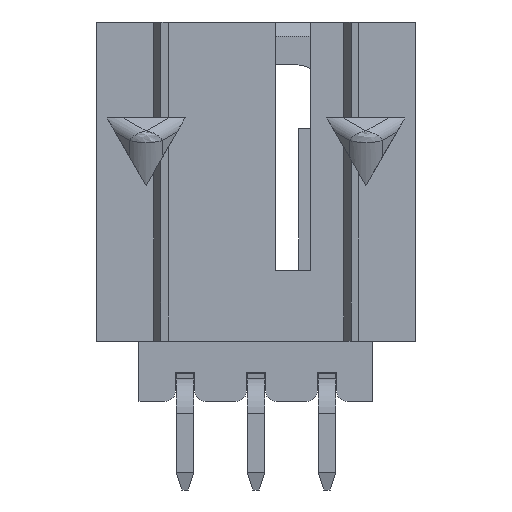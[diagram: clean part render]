
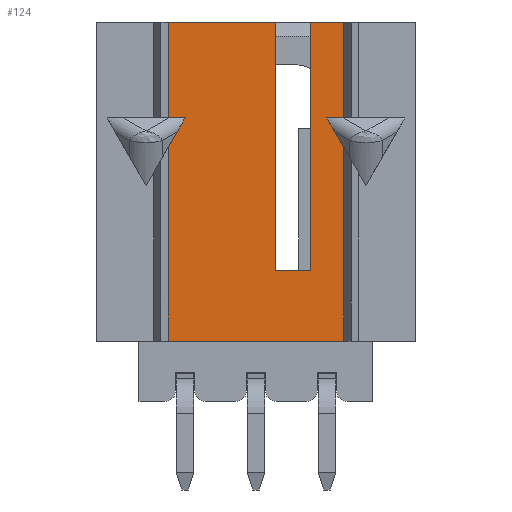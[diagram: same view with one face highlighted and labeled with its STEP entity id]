
A CAD part, front view. The second image highlights one B-rep face of the part: STEP entity #124.
In plain terms, the highlighted planar face has unit normal (0, -1, 0).
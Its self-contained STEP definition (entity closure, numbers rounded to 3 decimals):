
#124=ADVANCED_FACE('',(#357),#358,.T.);
#357=FACE_OUTER_BOUND('',#743,.T.);
#358=PLANE('',#744);
#743=EDGE_LOOP('',(#1469,#1470,#1471,#1472,#1473,#1474,#1475,#1476,#1477,#1478,#1479,#1480,#1481,#1482));
#744=AXIS2_PLACEMENT_3D('',#1483,#1484,#1485);
#1469=ORIENTED_EDGE('',*,*,#2881,.F.);
#1470=ORIENTED_EDGE('',*,*,#2882,.F.);
#1471=ORIENTED_EDGE('',*,*,#2877,.F.);
#1472=ORIENTED_EDGE('',*,*,#2850,.T.);
#1473=ORIENTED_EDGE('',*,*,#2831,.T.);
#1474=ORIENTED_EDGE('',*,*,#2883,.F.);
#1475=ORIENTED_EDGE('',*,*,#2866,.F.);
#1476=ORIENTED_EDGE('',*,*,#2884,.T.);
#1477=ORIENTED_EDGE('',*,*,#2885,.F.);
#1478=ORIENTED_EDGE('',*,*,#2886,.F.);
#1479=ORIENTED_EDGE('',*,*,#2887,.T.);
#1480=ORIENTED_EDGE('',*,*,#2811,.T.);
#1481=ORIENTED_EDGE('',*,*,#2888,.F.);
#1482=ORIENTED_EDGE('',*,*,#2889,.F.);
#1483=CARTESIAN_POINT('',(-5.08,-2.54,5.715));
#1484=DIRECTION('',(0.0,-1.0,0.0));
#1485=DIRECTION('',(0.0,0.0,-1.0));
#2811=EDGE_CURVE('',#3371,#3396,#3398,.T.);
#2831=EDGE_CURVE('',#3430,#3428,#3431,.T.);
#2850=EDGE_CURVE('',#3464,#3430,#3465,.T.);
#2866=EDGE_CURVE('',#3494,#3496,#3497,.T.);
#2877=EDGE_CURVE('',#3464,#3517,#3518,.T.);
#2881=EDGE_CURVE('',#3524,#3525,#3526,.T.);
#2882=EDGE_CURVE('',#3517,#3524,#3527,.T.);
#2883=EDGE_CURVE('',#3496,#3428,#3528,.T.);
#2884=EDGE_CURVE('',#3494,#3529,#3530,.T.);
#2885=EDGE_CURVE('',#3531,#3529,#3532,.T.);
#2886=EDGE_CURVE('',#3533,#3531,#3534,.T.);
#2887=EDGE_CURVE('',#3533,#3371,#3535,.T.);
#2888=EDGE_CURVE('',#3536,#3396,#3537,.T.);
#2889=EDGE_CURVE('',#3525,#3536,#3538,.T.);
#3371=VERTEX_POINT('',#4230);
#3396=VERTEX_POINT('',#4267);
#3398=LINE('',#4270,#4271);
#3428=VERTEX_POINT('',#4319);
#3430=VERTEX_POINT('',#4322);
#3431=LINE('',#4323,#4324);
#3464=VERTEX_POINT('',#4375);
#3465=LINE('',#4376,#4377);
#3494=VERTEX_POINT('',#4420);
#3496=VERTEX_POINT('',#4423);
#3497=LINE('',#4424,#4425);
#3517=VERTEX_POINT('',#4455);
#3518=LINE('',#4456,#4457);
#3524=VERTEX_POINT('',#4466);
#3525=VERTEX_POINT('',#4467);
#3526=LINE('',#4468,#4469);
#3527=LINE('',#4470,#4471);
#3528=LINE('',#4472,#4473);
#3529=VERTEX_POINT('',#4474);
#3530=LINE('',#4475,#4476);
#3531=VERTEX_POINT('',#4477);
#3532=LINE('',#4478,#4479);
#3533=VERTEX_POINT('',#4480);
#3534=LINE('',#4481,#4482);
#3535=LINE('',#4483,#4484);
#3536=VERTEX_POINT('',#4485);
#3537=LINE('',#4486,#4487);
#3538=LINE('',#4488,#4489);
#4230=CARTESIAN_POINT('',(-3.15,-2.54,-5.715));
#4267=CARTESIAN_POINT('',(3.15,-2.54,-5.715));
#4270=CARTESIAN_POINT('',(-3.15,-2.54,-5.715));
#4271=VECTOR('',#5469,6.299);
#4319=CARTESIAN_POINT('',(0.686,-2.54,-3.175));
#4322=CARTESIAN_POINT('',(1.956,-2.54,-3.175));
#4323=CARTESIAN_POINT('',(1.956,-2.54,-3.175));
#4324=VECTOR('',#5489,1.27);
#4375=CARTESIAN_POINT('',(1.956,-2.54,5.715));
#4376=CARTESIAN_POINT('',(1.956,-2.54,5.715));
#4377=VECTOR('',#5508,8.89);
#4420=CARTESIAN_POINT('',(-3.15,-2.54,5.715));
#4423=CARTESIAN_POINT('',(0.686,-2.54,5.715));
#4424=CARTESIAN_POINT('',(-3.15,-2.54,5.715));
#4425=VECTOR('',#5524,3.835);
#4455=CARTESIAN_POINT('',(3.15,-2.54,5.715));
#4456=CARTESIAN_POINT('',(1.956,-2.54,5.715));
#4457=VECTOR('',#5535,1.194);
#4466=CARTESIAN_POINT('',(3.15,-2.54,2.28));
#4467=CARTESIAN_POINT('',(2.54,-2.54,2.28));
#4468=CARTESIAN_POINT('',(3.15,-2.54,2.28));
#4469=VECTOR('',#5539,0.61);
#4470=CARTESIAN_POINT('',(3.15,-2.54,5.715));
#4471=VECTOR('',#5540,3.435);
#4472=CARTESIAN_POINT('',(0.686,-2.54,5.715));
#4473=VECTOR('',#5541,8.89);
#4474=CARTESIAN_POINT('',(-3.15,-2.54,2.28));
#4475=CARTESIAN_POINT('',(-3.15,-2.54,5.715));
#4476=VECTOR('',#5542,3.435);
#4477=CARTESIAN_POINT('',(-2.54,-2.54,2.28));
#4478=CARTESIAN_POINT('',(-2.54,-2.54,2.28));
#4479=VECTOR('',#5543,0.61);
#4480=CARTESIAN_POINT('',(-3.15,-2.54,1.224));
#4481=CARTESIAN_POINT('',(-3.15,-2.54,1.224));
#4482=VECTOR('',#5544,1.219);
#4483=CARTESIAN_POINT('',(-3.15,-2.54,1.224));
#4484=VECTOR('',#5545,6.939);
#4485=CARTESIAN_POINT('',(3.15,-2.54,1.224));
#4486=CARTESIAN_POINT('',(3.15,-2.54,1.224));
#4487=VECTOR('',#5546,6.939);
#4488=CARTESIAN_POINT('',(2.54,-2.54,2.28));
#4489=VECTOR('',#5547,1.219);
#5469=DIRECTION('',(1.0,0.0,0.0));
#5489=DIRECTION('',(-1.0,0.0,0.0));
#5508=DIRECTION('',(0.0,0.0,-1.0));
#5524=DIRECTION('',(1.0,0.0,0.0));
#5535=DIRECTION('',(1.0,0.0,0.0));
#5539=DIRECTION('',(-1.0,0.0,0.0));
#5540=DIRECTION('',(0.0,0.0,-1.0));
#5541=DIRECTION('',(0.0,0.0,-1.0));
#5542=DIRECTION('',(0.0,0.0,-1.0));
#5543=DIRECTION('',(-1.0,0.0,0.0));
#5544=DIRECTION('',(0.5,0.0,0.866));
#5545=DIRECTION('',(0.0,0.0,-1.0));
#5546=DIRECTION('',(0.0,0.0,-1.0));
#5547=DIRECTION('',(0.5,0.0,-0.866));
